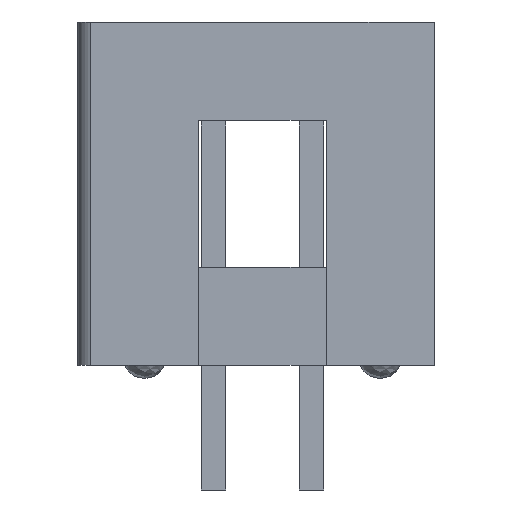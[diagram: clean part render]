
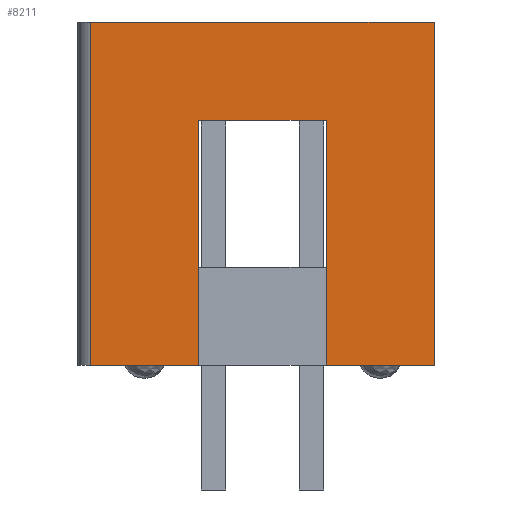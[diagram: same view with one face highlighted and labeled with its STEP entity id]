
A CAD part, left-side view. The second image highlights one B-rep face of the part: STEP entity #8211.
In plain terms, the highlighted planar face has unit normal (-1, 0, 0).
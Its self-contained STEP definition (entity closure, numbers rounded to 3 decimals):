
#106=DIRECTION('',(0.,1.,0.));
#107=VECTOR('',#106,8.89);
#108=CARTESIAN_POINT('',(-16.51,-4.445,0.));
#109=LINE('',#108,#107);
#834=DIRECTION('',(0.,1.,0.));
#835=VECTOR('',#834,2.794);
#836=CARTESIAN_POINT('',(-16.51,1.651,-8.89));
#837=LINE('',#836,#835);
#850=DIRECTION('',(0.,1.,0.));
#851=VECTOR('',#850,2.794);
#852=CARTESIAN_POINT('',(-16.51,-4.445,-8.89));
#853=LINE('',#852,#851);
#2610=DIRECTION('',(0.,0.,1.));
#2611=VECTOR('',#2610,8.89);
#2612=CARTESIAN_POINT('',(-16.51,-4.445,-8.89));
#2613=LINE('',#2612,#2611);
#2660=DIRECTION('',(0.,-1.,0.));
#2661=VECTOR('',#2660,3.302);
#2662=CARTESIAN_POINT('',(-16.51,1.651,-2.54));
#2663=LINE('',#2662,#2661);
#2664=DIRECTION('',(0.,0.,1.));
#2665=VECTOR('',#2664,6.35);
#2666=CARTESIAN_POINT('',(-16.51,1.651,-8.89));
#2667=LINE('',#2666,#2665);
#2668=DIRECTION('',(0.,0.,1.));
#2669=VECTOR('',#2668,8.89);
#2670=CARTESIAN_POINT('',(-16.51,4.445,-8.89));
#2671=LINE('',#2670,#2669);
#2672=DIRECTION('',(0.,0.,1.));
#2673=VECTOR('',#2672,6.35);
#2674=CARTESIAN_POINT('',(-16.51,-1.651,-8.89));
#2675=LINE('',#2674,#2673);
#3019=CARTESIAN_POINT('',(-16.51,-4.445,0.));
#3020=CARTESIAN_POINT('',(-16.51,4.445,0.));
#3021=VERTEX_POINT('',#3019);
#3022=VERTEX_POINT('',#3020);
#3027=CARTESIAN_POINT('',(-16.51,4.445,-8.89));
#3028=VERTEX_POINT('',#3027);
#3029=CARTESIAN_POINT('',(-16.51,-4.445,-8.89));
#3030=VERTEX_POINT('',#3029);
#3275=CARTESIAN_POINT('',(-16.51,1.651,-8.89));
#3277=VERTEX_POINT('',#3275);
#3281=CARTESIAN_POINT('',(-16.51,-1.651,-8.89));
#3282=VERTEX_POINT('',#3281);
#3283=CARTESIAN_POINT('',(-16.51,1.651,-2.54));
#3284=CARTESIAN_POINT('',(-16.51,-1.651,-2.54));
#3285=VERTEX_POINT('',#3283);
#3286=VERTEX_POINT('',#3284);
#8192=CARTESIAN_POINT('',(-16.51,4.445,0.));
#8193=DIRECTION('',(-1.,0.,0.));
#8194=DIRECTION('',(0.,-1.,0.));
#8195=AXIS2_PLACEMENT_3D('',#8192,#8193,#8194);
#8196=PLANE('',#8195);
#8198=ORIENTED_EDGE('',*,*,#8197,.F.);
#8200=ORIENTED_EDGE('',*,*,#8199,.F.);
#8201=ORIENTED_EDGE('',*,*,#4492,.T.);
#8203=ORIENTED_EDGE('',*,*,#8202,.T.);
#8204=ORIENTED_EDGE('',*,*,#4065,.F.);
#8205=ORIENTED_EDGE('',*,*,#8143,.F.);
#8206=ORIENTED_EDGE('',*,*,#4500,.T.);
#8208=ORIENTED_EDGE('',*,*,#8207,.T.);
#8209=EDGE_LOOP('',(#8198,#8200,#8201,#8203,#8204,#8205,#8206,#8208));
#8210=FACE_OUTER_BOUND('',#8209,.F.);
#4065=EDGE_CURVE('',#3021,#3022,#109,.T.);
#4492=EDGE_CURVE('',#3277,#3028,#837,.T.);
#4500=EDGE_CURVE('',#3030,#3282,#853,.T.);
#8143=EDGE_CURVE('',#3030,#3021,#2613,.T.);
#8197=EDGE_CURVE('',#3285,#3286,#2663,.T.);
#8199=EDGE_CURVE('',#3277,#3285,#2667,.T.);
#8202=EDGE_CURVE('',#3028,#3022,#2671,.T.);
#8207=EDGE_CURVE('',#3282,#3286,#2675,.T.);
#8211=ADVANCED_FACE('',(#8210),#8196,.T.);
